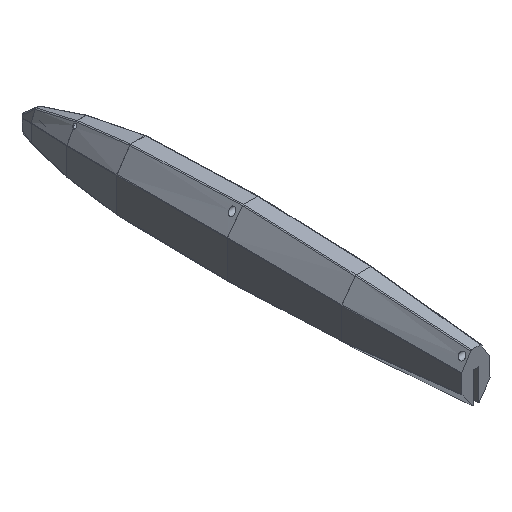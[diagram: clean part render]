
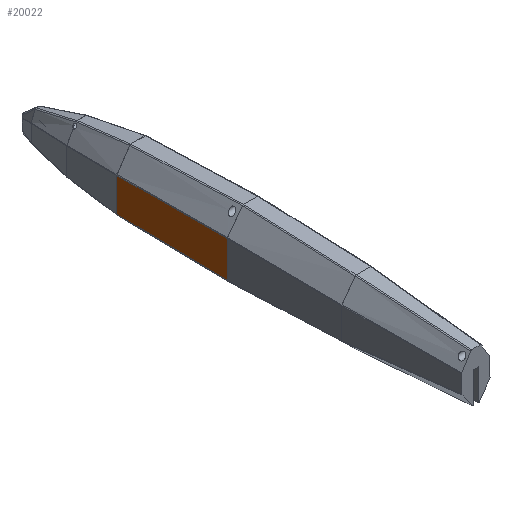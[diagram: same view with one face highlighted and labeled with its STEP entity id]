
A CAD part, isometric view. The second image highlights one B-rep face of the part: STEP entity #20022.
In plain terms, the highlighted face is a offset surface.
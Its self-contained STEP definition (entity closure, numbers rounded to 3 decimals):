
#11600 = ( BOUNDED_SURFACE() B_SPLINE_SURFACE(2,5,(
    (#11601,#11602,#11603,#11604,#11605,#11606)
    ,(#11607,#11608,#11609,#11610,#11611,#11612)
    ,(#11613,#11614,#11615,#11616,#11617,#11618
)),.UNSPECIFIED.,.F.,.F.,.F.) B_SPLINE_SURFACE_WITH_KNOTS((3,3),(6,6),(
    0.,1.),(0.,1.),.PIECEWISE_BEZIER_KNOTS.) 
GEOMETRIC_REPRESENTATION_ITEM() RATIONAL_B_SPLINE_SURFACE((
    (1.,1.,1.,1.,1.,1.)
    ,(0.887,0.884,0.88,0.877
      ,0.873,0.868)
,(1.,1.,1.,1.,1.,1.))) REPRESENTATION_ITEM('') SURFACE() );
#11601 = CARTESIAN_POINT('',(-18.254,0.009,
    -58.583));
#11602 = CARTESIAN_POINT('',(-17.875,18.009,
    -58.652));
#11603 = CARTESIAN_POINT('',(-17.496,36.008,
    -58.721));
#11604 = CARTESIAN_POINT('',(-17.115,54.008,
    -58.79));
#11605 = CARTESIAN_POINT('',(-16.734,72.008,
    -58.86));
#11606 = CARTESIAN_POINT('',(-16.35,90.007,
    -58.93));
#11607 = CARTESIAN_POINT('',(-18.681,0.019,
    -58.285));
#11608 = CARTESIAN_POINT('',(-18.312,18.081,
    -58.354));
#11609 = CARTESIAN_POINT('',(-17.944,36.124,
    -58.425));
#11610 = CARTESIAN_POINT('',(-17.576,54.138,
    -58.496));
#11611 = CARTESIAN_POINT('',(-17.209,72.111,
    -58.568));
#11612 = CARTESIAN_POINT('',(-16.843,90.018,
    -58.64));
#11613 = CARTESIAN_POINT('',(-18.681,0.02,
    -57.763));
#11614 = CARTESIAN_POINT('',(-18.313,18.02,
    -57.824));
#11615 = CARTESIAN_POINT('',(-17.946,36.02,
    -57.886));
#11616 = CARTESIAN_POINT('',(-17.578,54.02,
    -57.947));
#11617 = CARTESIAN_POINT('',(-17.21,72.02,
    -58.008));
#11618 = CARTESIAN_POINT('',(-16.843,90.02,
    -58.069));
#12207 = VERTEX_POINT('',#12208);
#12208 = CARTESIAN_POINT('',(-16.843,90.02,
    -58.069));
#12260 = ( BOUNDED_SURFACE() B_SPLINE_SURFACE(2,1,(
    (#12261,#12262)
    ,(#12263,#12264)
    ,(#12265,#12266
)),.UNSPECIFIED.,.F.,.F.,.F.) B_SPLINE_SURFACE_WITH_KNOTS((3,3),(2,2),(
    0.,1.),(0.,26.885),.PIECEWISE_BEZIER_KNOTS.) 
GEOMETRIC_REPRESENTATION_ITEM() RATIONAL_B_SPLINE_SURFACE((
    (1.,1.)
    ,(0.999,0.999)
,(1.,1.))) REPRESENTATION_ITEM('') SURFACE() );
#12261 = CARTESIAN_POINT('',(-16.843,90.02,
    -58.069));
#12262 = CARTESIAN_POINT('',(-16.843,90.02,
    -31.184));
#12263 = CARTESIAN_POINT('',(-16.842,90.066,
    -58.069));
#12264 = CARTESIAN_POINT('',(-16.842,90.066,
    -31.184));
#12265 = CARTESIAN_POINT('',(-16.837,90.111,
    -58.069));
#12266 = CARTESIAN_POINT('',(-16.837,90.111,
    -31.184));
#12332 = VERTEX_POINT('',#12333);
#12333 = CARTESIAN_POINT('',(-16.843,90.02,
    -31.184));
#12356 = ( BOUNDED_SURFACE() B_SPLINE_SURFACE(2,3,(
    (#12357,#12358,#12359,#12360)
    ,(#12361,#12362,#12363,#12364)
    ,(#12365,#12366,#12367,#12368
)),.UNSPECIFIED.,.F.,.F.,.F.) B_SPLINE_SURFACE_WITH_KNOTS((3,3),(4,4),(
    0.,1.),(0.,1.),.PIECEWISE_BEZIER_KNOTS.) 
GEOMETRIC_REPRESENTATION_ITEM() RATIONAL_B_SPLINE_SURFACE((
    (1.,1.,1.,1.)
    ,(0.949,0.952,0.955,0.957)
,(1.,1.,1.,1.))) REPRESENTATION_ITEM('') SURFACE() );
#12357 = CARTESIAN_POINT('',(-18.681,0.02,
    -28.982));
#12358 = CARTESIAN_POINT('',(-18.068,30.02,
    -29.716));
#12359 = CARTESIAN_POINT('',(-17.455,60.02,
    -30.45));
#12360 = CARTESIAN_POINT('',(-16.843,90.02,
    -31.184));
#12361 = CARTESIAN_POINT('',(-18.681,0.029,
    -28.651));
#12362 = CARTESIAN_POINT('',(-18.07,29.948,
    -29.392));
#12363 = CARTESIAN_POINT('',(-17.457,59.938,
    -30.135));
#12364 = CARTESIAN_POINT('',(-16.843,90.028,
    -30.882));
#12365 = CARTESIAN_POINT('',(-18.483,0.031,
    -28.385));
#12366 = CARTESIAN_POINT('',(-17.88,30.031,
    -29.132));
#12367 = CARTESIAN_POINT('',(-17.278,60.031,
    -29.881));
#12368 = CARTESIAN_POINT('',(-16.676,90.031,
    -30.631));
#17077 = VERTEX_POINT('',#17078);
#17078 = CARTESIAN_POINT('',(-18.681,0.02,
    -57.763));
#17109 = EDGE_CURVE('',#17077,#12207,#17110,.T.);
#17110 = SURFACE_CURVE('',#17111,(#17118,#17125),.PCURVE_S1.);
#17111 = B_SPLINE_CURVE_WITH_KNOTS('',5,(#17112,#17113,#17114,#17115,
    #17116,#17117),.UNSPECIFIED.,.F.,.F.,(6,6),(0.,1.),
  .PIECEWISE_BEZIER_KNOTS.);
#17112 = CARTESIAN_POINT('',(-18.681,0.02,
    -57.763));
#17113 = CARTESIAN_POINT('',(-18.313,18.02,
    -57.824));
#17114 = CARTESIAN_POINT('',(-17.946,36.02,
    -57.886));
#17115 = CARTESIAN_POINT('',(-17.578,54.02,
    -57.947));
#17116 = CARTESIAN_POINT('',(-17.21,72.02,
    -58.008));
#17117 = CARTESIAN_POINT('',(-16.843,90.02,
    -58.069));
#17118 = PCURVE('',#11600,#17119);
#17119 = DEFINITIONAL_REPRESENTATION('',(#17120),#17124);
#17120 = LINE('',#17121,#17122);
#17121 = CARTESIAN_POINT('',(1.,0.));
#17122 = VECTOR('',#17123,1.);
#17123 = DIRECTION('',(0.,1.));
#17124 = ( GEOMETRIC_REPRESENTATION_CONTEXT(2) 
PARAMETRIC_REPRESENTATION_CONTEXT() REPRESENTATION_CONTEXT('2D SPACE',''
  ) );
#17125 = PCURVE('',#17126,#17132);
#17126 = OFFSET_SURFACE('',#17127,1.,.F.);
#17127 = B_SPLINE_SURFACE_WITH_KNOTS('',1,1,(
    (#17128,#17129)
    ,(#17130,#17131
    )),.UNSPECIFIED.,.F.,.F.,.F.,(2,2),(2,2),(0.,28.782),(0.,1.
    ),.PIECEWISE_BEZIER_KNOTS.);
#17128 = CARTESIAN_POINT('',(-17.681,0.,
    -57.763));
#17129 = CARTESIAN_POINT('',(-15.843,90.,-58.069));
#17130 = CARTESIAN_POINT('',(-17.681,0.,-28.982));
#17131 = CARTESIAN_POINT('',(-15.843,90.,-31.184));
#17132 = DEFINITIONAL_REPRESENTATION('',(#17133),#17137);
#17133 = LINE('',#17134,#17135);
#17134 = CARTESIAN_POINT('',(0.,0.));
#17135 = VECTOR('',#17136,1.);
#17136 = DIRECTION('',(0.,1.));
#17137 = ( GEOMETRIC_REPRESENTATION_CONTEXT(2) 
PARAMETRIC_REPRESENTATION_CONTEXT() REPRESENTATION_CONTEXT('2D SPACE',''
  ) );
#17265 = EDGE_CURVE('',#12207,#12332,#17266,.T.);
#17266 = SURFACE_CURVE('',#17267,(#17270,#17277),.PCURVE_S1.);
#17267 = B_SPLINE_CURVE_WITH_KNOTS('',1,(#17268,#17269),.UNSPECIFIED.,
  .F.,.F.,(2,2),(0.,26.885),.PIECEWISE_BEZIER_KNOTS.);
#17268 = CARTESIAN_POINT('',(-16.843,90.02,
    -58.069));
#17269 = CARTESIAN_POINT('',(-16.843,90.02,
    -31.184));
#17270 = PCURVE('',#12260,#17271);
#17271 = DEFINITIONAL_REPRESENTATION('',(#17272),#17276);
#17272 = LINE('',#17273,#17274);
#17273 = CARTESIAN_POINT('',(0.,0.));
#17274 = VECTOR('',#17275,1.);
#17275 = DIRECTION('',(0.,1.));
#17276 = ( GEOMETRIC_REPRESENTATION_CONTEXT(2) 
PARAMETRIC_REPRESENTATION_CONTEXT() REPRESENTATION_CONTEXT('2D SPACE',''
  ) );
#17277 = PCURVE('',#17126,#17278);
#17278 = DEFINITIONAL_REPRESENTATION('',(#17279),#17282);
#17279 = B_SPLINE_CURVE_WITH_KNOTS('',1,(#17280,#17281),.UNSPECIFIED.,
  .F.,.F.,(2,2),(0.,26.885),.PIECEWISE_BEZIER_KNOTS.);
#17280 = CARTESIAN_POINT('',(0.,1.));
#17281 = CARTESIAN_POINT('',(28.782,1.));
#17282 = ( GEOMETRIC_REPRESENTATION_CONTEXT(2) 
PARAMETRIC_REPRESENTATION_CONTEXT() REPRESENTATION_CONTEXT('2D SPACE',''
  ) );
#17290 = EDGE_CURVE('',#17291,#12332,#17293,.T.);
#17291 = VERTEX_POINT('',#17292);
#17292 = CARTESIAN_POINT('',(-18.681,0.02,
    -28.982));
#17293 = SURFACE_CURVE('',#17294,(#17299,#17306),.PCURVE_S1.);
#17294 = B_SPLINE_CURVE_WITH_KNOTS('',3,(#17295,#17296,#17297,#17298),
  .UNSPECIFIED.,.F.,.F.,(4,4),(0.,1.),.PIECEWISE_BEZIER_KNOTS.);
#17295 = CARTESIAN_POINT('',(-18.681,0.02,
    -28.982));
#17296 = CARTESIAN_POINT('',(-18.068,30.02,
    -29.716));
#17297 = CARTESIAN_POINT('',(-17.455,60.02,
    -30.45));
#17298 = CARTESIAN_POINT('',(-16.843,90.02,
    -31.184));
#17299 = PCURVE('',#12356,#17300);
#17300 = DEFINITIONAL_REPRESENTATION('',(#17301),#17305);
#17301 = LINE('',#17302,#17303);
#17302 = CARTESIAN_POINT('',(0.,0.));
#17303 = VECTOR('',#17304,1.);
#17304 = DIRECTION('',(0.,1.));
#17305 = ( GEOMETRIC_REPRESENTATION_CONTEXT(2) 
PARAMETRIC_REPRESENTATION_CONTEXT() REPRESENTATION_CONTEXT('2D SPACE',''
  ) );
#17306 = PCURVE('',#17126,#17307);
#17307 = DEFINITIONAL_REPRESENTATION('',(#17308),#17312);
#17308 = LINE('',#17309,#17310);
#17309 = CARTESIAN_POINT('',(28.782,0.));
#17310 = VECTOR('',#17311,1.);
#17311 = DIRECTION('',(0.,1.));
#17312 = ( GEOMETRIC_REPRESENTATION_CONTEXT(2) 
PARAMETRIC_REPRESENTATION_CONTEXT() REPRESENTATION_CONTEXT('2D SPACE',''
  ) );
#20007 = ( BOUNDED_SURFACE() B_SPLINE_SURFACE(2,1,(
    (#20008,#20009)
    ,(#20010,#20011)
    ,(#20012,#20013
)),.UNSPECIFIED.,.F.,.F.,.F.) B_SPLINE_SURFACE_WITH_KNOTS((3,3),(2,2),(
    0.,1.),(0.,28.782),.PIECEWISE_BEZIER_KNOTS.) 
GEOMETRIC_REPRESENTATION_ITEM() RATIONAL_B_SPLINE_SURFACE((
    (1.,1.)
    ,(1.,1.)
,(1.,1.))) REPRESENTATION_ITEM('') SURFACE() );
#20008 = CARTESIAN_POINT('',(-18.681,-0.016,
    -57.763));
#20009 = CARTESIAN_POINT('',(-18.681,-0.016,
    -28.982));
#20010 = CARTESIAN_POINT('',(-18.681,0.002,
    -57.763));
#20011 = CARTESIAN_POINT('',(-18.681,0.002,
    -28.982));
#20012 = CARTESIAN_POINT('',(-18.681,0.02,
    -57.763));
#20013 = CARTESIAN_POINT('',(-18.681,0.02,
    -28.982));
#20022 = ADVANCED_FACE('',(#20023),#17126,.T.);
#20023 = FACE_BOUND('',#20024,.T.);
#20024 = EDGE_LOOP('',(#20025,#20045,#20046,#20047));
#20025 = ORIENTED_EDGE('',*,*,#20026,.T.);
#20026 = EDGE_CURVE('',#17077,#17291,#20027,.T.);
#20027 = SURFACE_CURVE('',#20028,(#20031,#20038),.PCURVE_S1.);
#20028 = B_SPLINE_CURVE_WITH_KNOTS('',1,(#20029,#20030),.UNSPECIFIED.,
  .F.,.F.,(2,2),(0.,28.782),.PIECEWISE_BEZIER_KNOTS.);
#20029 = CARTESIAN_POINT('',(-18.681,0.02,
    -57.763));
#20030 = CARTESIAN_POINT('',(-18.681,0.02,
    -28.982));
#20031 = PCURVE('',#17126,#20032);
#20032 = DEFINITIONAL_REPRESENTATION('',(#20033),#20037);
#20033 = LINE('',#20034,#20035);
#20034 = CARTESIAN_POINT('',(0.,0.));
#20035 = VECTOR('',#20036,1.);
#20036 = DIRECTION('',(1.,0.));
#20037 = ( GEOMETRIC_REPRESENTATION_CONTEXT(2) 
PARAMETRIC_REPRESENTATION_CONTEXT() REPRESENTATION_CONTEXT('2D SPACE',''
  ) );
#20038 = PCURVE('',#20007,#20039);
#20039 = DEFINITIONAL_REPRESENTATION('',(#20040),#20044);
#20040 = LINE('',#20041,#20042);
#20041 = CARTESIAN_POINT('',(1.,0.));
#20042 = VECTOR('',#20043,1.);
#20043 = DIRECTION('',(0.,1.));
#20044 = ( GEOMETRIC_REPRESENTATION_CONTEXT(2) 
PARAMETRIC_REPRESENTATION_CONTEXT() REPRESENTATION_CONTEXT('2D SPACE',''
  ) );
#20045 = ORIENTED_EDGE('',*,*,#17290,.T.);
#20046 = ORIENTED_EDGE('',*,*,#17265,.F.);
#20047 = ORIENTED_EDGE('',*,*,#17109,.F.);
